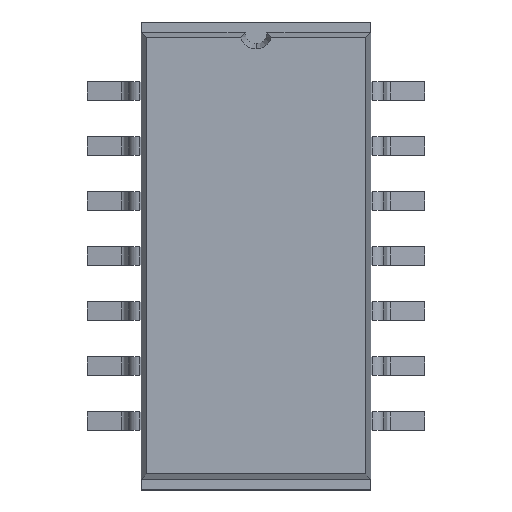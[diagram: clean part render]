
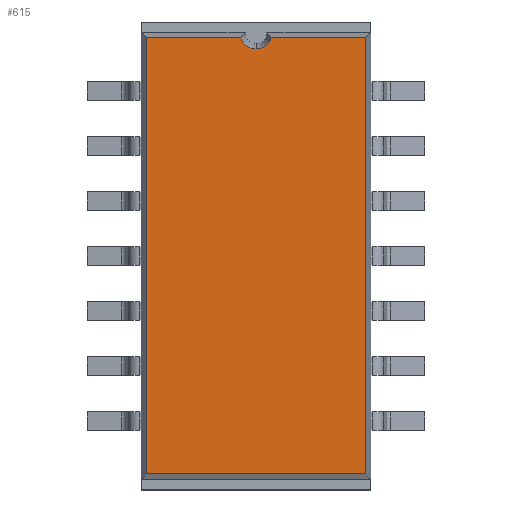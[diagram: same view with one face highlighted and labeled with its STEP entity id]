
A CAD part, top view. The second image highlights one B-rep face of the part: STEP entity #615.
In plain terms, the highlighted planar face has unit normal (0, 0, 1).
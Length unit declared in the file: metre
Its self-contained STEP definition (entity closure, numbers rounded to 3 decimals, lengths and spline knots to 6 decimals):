
#615=ADVANCED_FACE('0:60',(#1185),#1186,.F.);
#1185=FACE_OUTER_BOUND('',#1865,.T.);
#1186=PLANE('',#1866);
#1865=EDGE_LOOP('',(#2566,#2567,#2568,#2569,#2570,#2571,#2572));
#1866=AXIS2_PLACEMENT_3D('',#2573,#2574,#2575);
#2566=ORIENTED_EDGE('',*,*,#4540,.T.);
#2567=ORIENTED_EDGE('',*,*,#4509,.T.);
#2568=ORIENTED_EDGE('',*,*,#4515,.T.);
#2569=ORIENTED_EDGE('',*,*,#4541,.T.);
#2570=ORIENTED_EDGE('',*,*,#4542,.T.);
#2571=ORIENTED_EDGE('',*,*,#4543,.T.);
#2572=ORIENTED_EDGE('',*,*,#4544,.T.);
#2573=CARTESIAN_POINT('',(0.00265,-0.00515,0.0016));
#2574=DIRECTION('',(0.,0.,-1.0));
#2575=DIRECTION('',(0.,1.0,0.));
#4509=EDGE_CURVE('0:114',#5296,#5293,#5297,.T.);
#4515=EDGE_CURVE('0:114',#5293,#5304,#5306,.T.);
#4540=EDGE_CURVE('0:180',#5351,#5296,#5352,.T.);
#4541=EDGE_CURVE('0:183',#5304,#5353,#5354,.T.);
#4542=EDGE_CURVE('0:186',#5353,#5355,#5356,.T.);
#4543=EDGE_CURVE('0:189',#5355,#5357,#5358,.T.);
#4544=EDGE_CURVE('0:192',#5357,#5351,#5359,.T.);
#5293=VERTEX_POINT('',#6444);
#5296=VERTEX_POINT('NONE',#6448);
#5297=CIRCLE('',#6449,0.000369);
#5304=VERTEX_POINT('NONE',#6459);
#5306=CIRCLE('',#6464,0.000369);
#5351=VERTEX_POINT('NONE',#6529);
#5352=LINE('',#6530,#6531);
#5353=VERTEX_POINT('NONE',#6532);
#5354=LINE('',#6533,#6534);
#5355=VERTEX_POINT('NONE',#6535);
#5356=LINE('',#6536,#6537);
#5357=VERTEX_POINT('NONE',#6538);
#5358=LINE('',#6539,#6540);
#5359=LINE('',#6541,#6542);
#6444=CARTESIAN_POINT('',(0.,0.004781,0.0016));
#6448=CARTESIAN_POINT('',(0.000349,0.005031,0.0016));
#6449=AXIS2_PLACEMENT_3D('',#8036,#8037,#8038);
#6459=CARTESIAN_POINT('',(-0.000349,0.005031,0.0016));
#6464=AXIS2_PLACEMENT_3D('',#8045,#8046,#8047);
#6529=CARTESIAN_POINT('',(0.002531,0.005031,0.0016));
#6530=CARTESIAN_POINT('',(0.00265,0.005031,0.0016));
#6531=VECTOR('',#8068,1.0);
#6532=CARTESIAN_POINT('',(-0.002531,0.005031,0.0016));
#6533=CARTESIAN_POINT('',(0.00265,0.005031,0.0016));
#6534=VECTOR('',#8069,1.0);
#6535=CARTESIAN_POINT('',(-0.002531,-0.005031,0.0016));
#6536=CARTESIAN_POINT('',(-0.002531,-0.00515,0.0016));
#6537=VECTOR('',#8070,1.0);
#6538=CARTESIAN_POINT('',(0.002531,-0.005031,0.0016));
#6539=CARTESIAN_POINT('',(0.00265,-0.005031,0.0016));
#6540=VECTOR('',#8071,1.0);
#6541=CARTESIAN_POINT('',(0.002531,-0.00515,0.0016));
#6542=VECTOR('',#8072,1.0);
#8036=CARTESIAN_POINT('',(0.0,0.00515,0.0016));
#8037=DIRECTION('',(0.0,0.0,-1.0));
#8038=DIRECTION('',(1.0,0.,0.0));
#8045=CARTESIAN_POINT('',(0.0,0.00515,0.0016));
#8046=DIRECTION('',(0.0,0.0,-1.0));
#8047=DIRECTION('',(1.0,0.,0.0));
#8068=DIRECTION('',(-1.0,0.0,0.));
#8069=DIRECTION('',(-1.0,0.0,0.));
#8070=DIRECTION('',(0.0,-1.0,0.0));
#8071=DIRECTION('',(1.0,0.0,0.));
#8072=DIRECTION('',(0.0,1.0,0.0));
